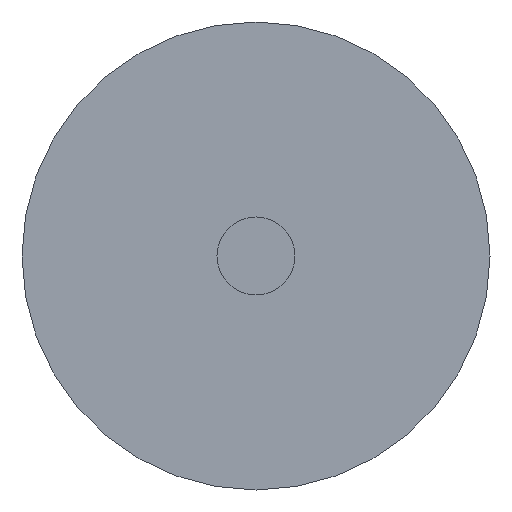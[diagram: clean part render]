
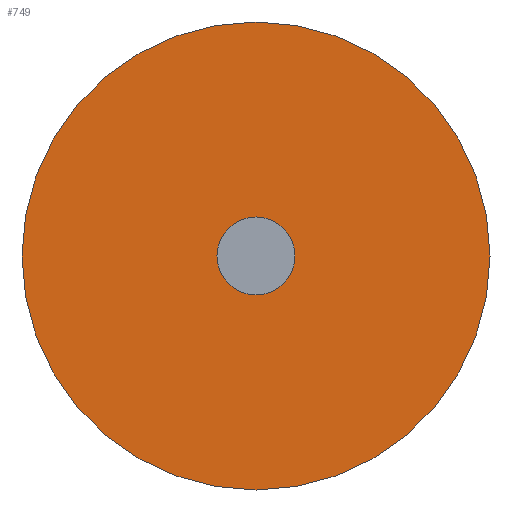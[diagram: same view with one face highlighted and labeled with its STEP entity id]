
A CAD part, front view. The second image highlights one B-rep face of the part: STEP entity #749.
In plain terms, the highlighted planar face has unit normal (0, -1, 0).
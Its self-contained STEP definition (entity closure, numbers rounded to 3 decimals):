
#39 = CIRCLE ( 'NONE', #560, 10. ) ;
#46 = CARTESIAN_POINT ( 'NONE',  ( 0., -55., 10. ) ) ;
#50 = AXIS2_PLACEMENT_3D ( 'NONE', #187, #702, #577 ) ;
#54 = DIRECTION ( 'NONE',  ( 0., 0., -1. ) ) ;
#79 = AXIS2_PLACEMENT_3D ( 'NONE', #506, #107, #569 ) ;
#88 = ORIENTED_EDGE ( 'NONE', *, *, #282, .F. ) ;
#107 = DIRECTION ( 'NONE',  ( 0., -1., 0. ) ) ;
#117 = CARTESIAN_POINT ( 'NONE',  ( 0., -55., 0. ) ) ;
#187 = CARTESIAN_POINT ( 'NONE',  ( 0., -55., 0. ) ) ;
#194 = VERTEX_POINT ( 'NONE', #553 ) ;
#282 = EDGE_CURVE ( 'NONE', #401, #383, #39, .T. ) ;
#293 = DIRECTION ( 'NONE',  ( 0., 0., -1. ) ) ;
#317 = FACE_BOUND ( 'NONE', #648, .T. ) ;
#347 = ORIENTED_EDGE ( 'NONE', *, *, #462, .T. ) ;
#349 = EDGE_LOOP ( 'NONE', ( #514, #347 ) ) ;
#369 = DIRECTION ( 'NONE',  ( 0., 0., -1. ) ) ;
#377 = FACE_OUTER_BOUND ( 'NONE', #349, .T. ) ;
#383 = VERTEX_POINT ( 'NONE', #431 ) ;
#401 = VERTEX_POINT ( 'NONE', #46 ) ;
#426 = DIRECTION ( 'NONE',  ( 0., -1., 0. ) ) ;
#431 = CARTESIAN_POINT ( 'NONE',  ( 0., -55., -10. ) ) ;
#435 = CIRCLE ( 'NONE', #79, 10. ) ;
#449 = VERTEX_POINT ( 'NONE', #485 ) ;
#452 = EDGE_CURVE ( 'NONE', #194, #449, #775, .T. ) ;
#462 = EDGE_CURVE ( 'NONE', #449, #194, #592, .T. ) ;
#484 = CARTESIAN_POINT ( 'NONE',  ( 0., -55., 0. ) ) ;
#485 = CARTESIAN_POINT ( 'NONE',  ( 0., -55., 60. ) ) ;
#491 = EDGE_CURVE ( 'NONE', #383, #401, #435, .T. ) ;
#506 = CARTESIAN_POINT ( 'NONE',  ( 0., -55., 0. ) ) ;
#514 = ORIENTED_EDGE ( 'NONE', *, *, #452, .T. ) ;
#553 = CARTESIAN_POINT ( 'NONE',  ( 0., -55., -60. ) ) ;
#560 = AXIS2_PLACEMENT_3D ( 'NONE', #484, #611, #293 ) ;
#562 = DIRECTION ( 'NONE',  ( 0., -1., 0. ) ) ;
#568 = ORIENTED_EDGE ( 'NONE', *, *, #491, .F. ) ;
#569 = DIRECTION ( 'NONE',  ( 0., 0., -1. ) ) ;
#577 = DIRECTION ( 'NONE',  ( 0., 0., -1. ) ) ;
#592 = CIRCLE ( 'NONE', #700, 60. ) ;
#611 = DIRECTION ( 'NONE',  ( 0., -1., 0. ) ) ;
#637 = PLANE ( 'NONE',  #50 ) ;
#648 = EDGE_LOOP ( 'NONE', ( #88, #568 ) ) ;
#693 = CARTESIAN_POINT ( 'NONE',  ( 0., -55., 0. ) ) ;
#700 = AXIS2_PLACEMENT_3D ( 'NONE', #693, #562, #54 ) ;
#702 = DIRECTION ( 'NONE',  ( 0., -1., 0. ) ) ;
#749 = ADVANCED_FACE ( 'NONE', ( #317, #377 ), #637, .T. ) ;
#775 = CIRCLE ( 'NONE', #791, 60. ) ;
#791 = AXIS2_PLACEMENT_3D ( 'NONE', #117, #426, #369 ) ;
